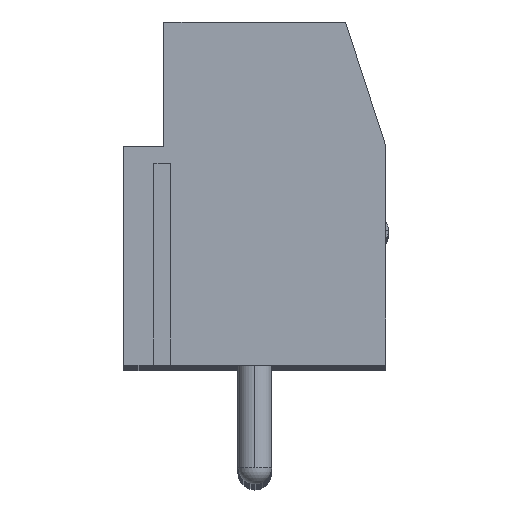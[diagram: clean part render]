
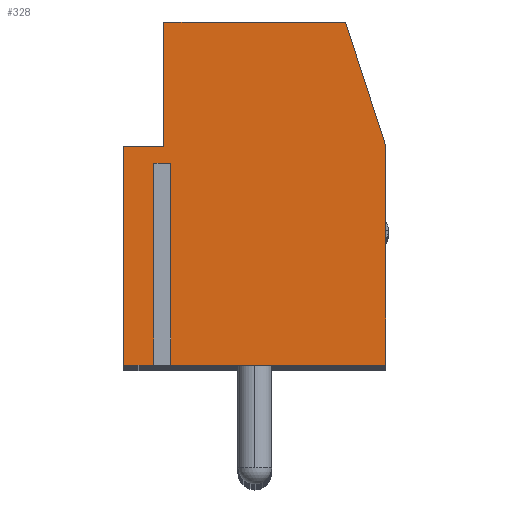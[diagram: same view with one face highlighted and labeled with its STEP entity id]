
A CAD part, top view. The second image highlights one B-rep face of the part: STEP entity #328.
In plain terms, the highlighted planar face has unit normal (0, 0, 1).
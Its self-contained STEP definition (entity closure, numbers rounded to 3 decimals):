
#42 = ORIENTED_EDGE ( 'NONE', *, *, #4588, .T. ) ;
#62 = CARTESIAN_POINT ( 'NONE',  ( -2.7, 5.1, 0. ) ) ;
#78 = VECTOR ( 'NONE', #4043, 1000. ) ;
#109 = VERTEX_POINT ( 'NONE', #62 ) ;
#129 = CARTESIAN_POINT ( 'NONE',  ( -2.61, -5.1, 0. ) ) ;
#194 = DIRECTION ( 'NONE',  ( 0., -1., 0. ) ) ;
#218 = ORIENTED_EDGE ( 'NONE', *, *, #5364, .T. ) ;
#328 = ADVANCED_FACE ( 'NONE', ( #400 ), #4754, .T. ) ;
#352 = CARTESIAN_POINT ( 'NONE',  ( -3.9, 1.4, 0. ) ) ;
#372 = DIRECTION ( 'NONE',  ( 1., 0., 0. ) ) ;
#400 = FACE_OUTER_BOUND ( 'NONE', #5924, .T. ) ;
#410 = CARTESIAN_POINT ( 'NONE',  ( 0., 1.4, 0. ) ) ;
#450 = LINE ( 'NONE', #2773, #5342 ) ;
#472 = LINE ( 'NONE', #838, #3828 ) ;
#477 = VERTEX_POINT ( 'NONE', #352 ) ;
#558 = ORIENTED_EDGE ( 'NONE', *, *, #1319, .F. ) ;
#576 = CARTESIAN_POINT ( 'NONE',  ( 0., -5.1, 0. ) ) ;
#583 = ORIENTED_EDGE ( 'NONE', *, *, #3637, .T. ) ;
#681 = CARTESIAN_POINT ( 'NONE',  ( -2.61, -9.1, 0. ) ) ;
#691 = VECTOR ( 'NONE', #3737, 1000. ) ;
#821 = CARTESIAN_POINT ( 'NONE',  ( -3., 0.9, 0. ) ) ;
#831 = VERTEX_POINT ( 'NONE', #1915 ) ;
#838 = CARTESIAN_POINT ( 'NONE',  ( -2.7, 0., 0. ) ) ;
#911 = EDGE_CURVE ( 'NONE', #2588, #831, #5746, .T. ) ;
#971 = CARTESIAN_POINT ( 'NONE',  ( 2.7, 5.1, 0. ) ) ;
#1004 = ORIENTED_EDGE ( 'NONE', *, *, #1345, .T. ) ;
#1068 = ORIENTED_EDGE ( 'NONE', *, *, #1672, .T. ) ;
#1098 = ORIENTED_EDGE ( 'NONE', *, *, #3030, .F. ) ;
#1187 = ORIENTED_EDGE ( 'NONE', *, *, #5794, .F. ) ;
#1229 = VERTEX_POINT ( 'NONE', #971 ) ;
#1319 = EDGE_CURVE ( 'NONE', #109, #1229, #1807, .T. ) ;
#1345 = EDGE_CURVE ( 'NONE', #3880, #5487, #2771, .T. ) ;
#1480 = VERTEX_POINT ( 'NONE', #5748 ) ;
#1515 = VECTOR ( 'NONE', #372, 1000. ) ;
#1672 = EDGE_CURVE ( 'NONE', #109, #1480, #472, .T. ) ;
#1807 = LINE ( 'NONE', #2228, #2934 ) ;
#1817 = DIRECTION ( 'NONE',  ( 0., -1., 0. ) ) ;
#1849 = VECTOR ( 'NONE', #1817, 1000. ) ;
#1915 = CARTESIAN_POINT ( 'NONE',  ( -2.89, 0.9, 0. ) ) ;
#1974 = VECTOR ( 'NONE', #3915, 1000. ) ;
#2013 = LINE ( 'NONE', #5519, #5625 ) ;
#2053 = CARTESIAN_POINT ( 'NONE',  ( -2.61, 0.9, 0. ) ) ;
#2097 = LINE ( 'NONE', #410, #691 ) ;
#2103 = VECTOR ( 'NONE', #3071, 1000. ) ;
#2151 = DIRECTION ( 'NONE',  ( 1., 0., 0. ) ) ;
#2228 = CARTESIAN_POINT ( 'NONE',  ( 0., 5.1, 0. ) ) ;
#2537 = LINE ( 'NONE', #576, #1974 ) ;
#2588 = VERTEX_POINT ( 'NONE', #2053 ) ;
#2771 = LINE ( 'NONE', #5077, #1515 ) ;
#2773 = CARTESIAN_POINT ( 'NONE',  ( -2.89, -9.1, 0. ) ) ;
#2934 = VECTOR ( 'NONE', #3999, 1000. ) ;
#3030 = EDGE_CURVE ( 'NONE', #3880, #2588, #4629, .T. ) ;
#3071 = DIRECTION ( 'NONE',  ( 0., 1., 0. ) ) ;
#3265 = DIRECTION ( 'NONE',  ( 0., 1., 0. ) ) ;
#3387 = CARTESIAN_POINT ( 'NONE',  ( -2.89, -5.1, 0. ) ) ;
#3394 = VERTEX_POINT ( 'NONE', #3387 ) ;
#3424 = LINE ( 'NONE', #5662, #1849 ) ;
#3467 = ORIENTED_EDGE ( 'NONE', *, *, #4435, .T. ) ;
#3637 = EDGE_CURVE ( 'NONE', #1480, #477, #2097, .T. ) ;
#3648 = CARTESIAN_POINT ( 'NONE',  ( -3.9, -5.1, 0. ) ) ;
#3673 = CARTESIAN_POINT ( 'NONE',  ( 0., 0., 0. ) ) ;
#3737 = DIRECTION ( 'NONE',  ( -1., 0., 0. ) ) ;
#3765 = VECTOR ( 'NONE', #4925, 1000. ) ;
#3802 = ORIENTED_EDGE ( 'NONE', *, *, #911, .F. ) ;
#3828 = VECTOR ( 'NONE', #194, 1000. ) ;
#3880 = VERTEX_POINT ( 'NONE', #129 ) ;
#3897 = LINE ( 'NONE', #4939, #78 ) ;
#3915 = DIRECTION ( 'NONE',  ( 1., 0., 0. ) ) ;
#3999 = DIRECTION ( 'NONE',  ( 1., 0., 0. ) ) ;
#4021 = VERTEX_POINT ( 'NONE', #4995 ) ;
#4043 = DIRECTION ( 'NONE',  ( 0., -1., 0. ) ) ;
#4148 = DIRECTION ( 'NONE',  ( -0.309, 0.951, 0. ) ) ;
#4362 = ORIENTED_EDGE ( 'NONE', *, *, #4654, .T. ) ;
#4435 = EDGE_CURVE ( 'NONE', #477, #5600, #3897, .T. ) ;
#4532 = CARTESIAN_POINT ( 'NONE',  ( 3.9, -5.1, 0. ) ) ;
#4588 = EDGE_CURVE ( 'NONE', #4021, #1229, #2013, .T. ) ;
#4629 = LINE ( 'NONE', #681, #2103 ) ;
#4654 = EDGE_CURVE ( 'NONE', #3394, #831, #450, .T. ) ;
#4754 = PLANE ( 'NONE',  #5789 ) ;
#4925 = DIRECTION ( 'NONE',  ( -1., 0., 0. ) ) ;
#4939 = CARTESIAN_POINT ( 'NONE',  ( -3.9, 0., 0. ) ) ;
#4995 = CARTESIAN_POINT ( 'NONE',  ( 3.9, 1.4, 0. ) ) ;
#5077 = CARTESIAN_POINT ( 'NONE',  ( 0., -5.1, 0. ) ) ;
#5342 = VECTOR ( 'NONE', #3265, 1000. ) ;
#5364 = EDGE_CURVE ( 'NONE', #5600, #3394, #2537, .T. ) ;
#5487 = VERTEX_POINT ( 'NONE', #4532 ) ;
#5519 = CARTESIAN_POINT ( 'NONE',  ( 3.94, 1.278, 0. ) ) ;
#5600 = VERTEX_POINT ( 'NONE', #3648 ) ;
#5625 = VECTOR ( 'NONE', #4148, 1000. ) ;
#5662 = CARTESIAN_POINT ( 'NONE',  ( 3.9, 0., 0. ) ) ;
#5713 = DIRECTION ( 'NONE',  ( 0., 0., 1. ) ) ;
#5746 = LINE ( 'NONE', #821, #3765 ) ;
#5748 = CARTESIAN_POINT ( 'NONE',  ( -2.7, 1.4, 0. ) ) ;
#5789 = AXIS2_PLACEMENT_3D ( 'NONE', #3673, #5713, #2151 ) ;
#5794 = EDGE_CURVE ( 'NONE', #4021, #5487, #3424, .T. ) ;
#5924 = EDGE_LOOP ( 'NONE', ( #218, #4362, #3802, #1098, #1004, #1187, #42, #558, #1068, #583, #3467 ) ) ;
